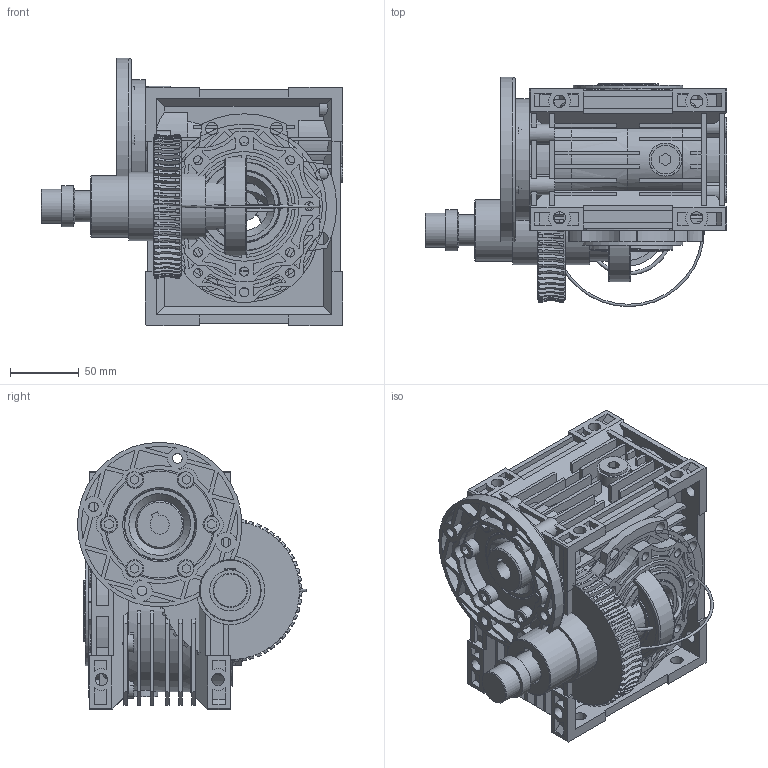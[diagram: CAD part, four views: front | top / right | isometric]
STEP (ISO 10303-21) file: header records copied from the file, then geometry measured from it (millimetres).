
FILE_DESCRIPTION( ( 'Unknown' ), '1' );
FILE_NAME( 'RV63.stp', 'Unknown', ( 'Unknown' ), ( 'Unknown' ), 'PSStep 10.0', 'Unknown', ' ' );
FILE_SCHEMA( ( 'automotive_design' ) );
Length unit declared in the file: millimetre
Products named in the file (21): Assem1; CORPO_63; Cu-rrs 6007; Vite_63; Cu-rrs 6205; Cu-rrs 6009; Corona_63; SM-F 45x65x8; SM-F 45x65x8-oa0; Flangia_laterale_63; SM-F  35x52x10; TCBCE M 16x1,5; V-tcei M  8 x 16; Anello-elastico-chiuso  56; Or OR2237; Or OR2425; Tappo_63; 2240063E61203
Bounding box: 220 x 167.12 x 195 mm (x, y, z)
Volume: 2385184.3 mm3; surface area: 1082133.5 mm2
Topology: 54 solids, 69 shells, 4312 faces, 11438 edges, 7590 vertices
Faces by surface type: plane 2122, cylinder 1430, cone 553, torus 203, bspline 4
Full cylindrical faces by diameter (mm): 2.5 x4, 5.5 x8, 6.647 x60, 7 x8, 8 x17, 9 x56, 13 x15, 14 x4, 14.376 x2, 14.5 x2, 16 x2, 21 x2, 22.6 x16, 24 x4, 25 x4, 30 x2, 34 x4, 35 x4, 40 x2, 43.7 x4, 44.2 x4, 45 x7, 48 x2, 50 x4, 50.333 x2, 51.8 x6, 52 x12, 53.6 x4, 56 x2, 60 x2
Entity records: 67122 total; most frequent: CARTESIAN_POINT 16149, ORIENTED_EDGE 10464, DIRECTION 10377, EDGE_CURVE 5232, AXIS2_PLACEMENT_3D 3945, VERTEX_POINT 3592, LINE 2487, VECTOR 2487
